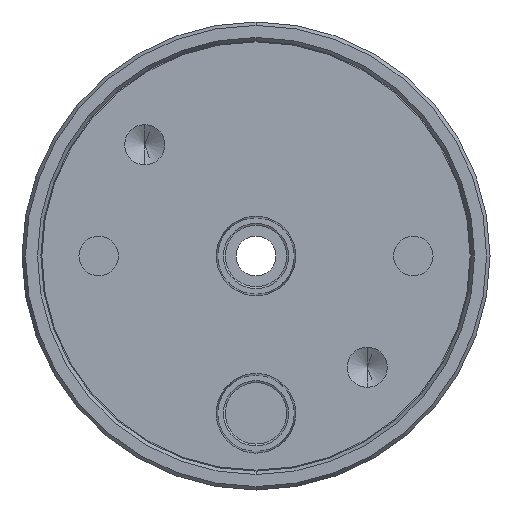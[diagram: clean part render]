
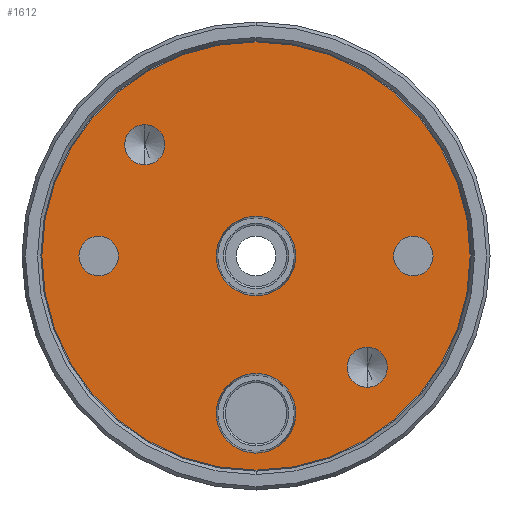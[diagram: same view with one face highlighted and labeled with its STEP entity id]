
A CAD part, front view. The second image highlights one B-rep face of the part: STEP entity #1612.
In plain terms, the highlighted planar face has unit normal (0, -1, 0).
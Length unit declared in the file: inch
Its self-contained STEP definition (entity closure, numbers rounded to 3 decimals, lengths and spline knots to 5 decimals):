
#27 = CARTESIAN_POINT ( 'NONE',  ( 0., 0., 0. ) ) ;
#49 = FACE_OUTER_BOUND ( 'NONE', #2255, .T. ) ;
#51 = EDGE_CURVE ( 'NONE', #901, #2704, #2527, .T. ) ;
#57 = ORIENTED_EDGE ( 'NONE', *, *, #481, .F. ) ;
#76 = CARTESIAN_POINT ( 'NONE',  ( 0.56569, 0., -0.46412 ) ) ;
#79 = CARTESIAN_POINT ( 'NONE',  ( -0.8, 0., 0. ) ) ;
#89 = VERTEX_POINT ( 'NONE', #1815 ) ;
#90 = DIRECTION ( 'NONE',  ( 0., -1., 0. ) ) ;
#96 = AXIS2_PLACEMENT_3D ( 'NONE', #1045, #2155, #1674 ) ;
#132 = EDGE_CURVE ( 'NONE', #387, #615, #1152, .T. ) ;
#143 = DIRECTION ( 'NONE',  ( 0., -1., 0. ) ) ;
#149 = CIRCLE ( 'NONE', #1034, 0.2025 ) ;
#152 = ORIENTED_EDGE ( 'NONE', *, *, #1644, .F. ) ;
#188 = AXIS2_PLACEMENT_3D ( 'NONE', #992, #2534, #769 ) ;
#203 = DIRECTION ( 'NONE',  ( 0., 0., 1. ) ) ;
#219 = EDGE_LOOP ( 'NONE', ( #1025, #451 ) ) ;
#251 = FACE_BOUND ( 'NONE', #1360, .T. ) ;
#281 = CIRCLE ( 'NONE', #1894, 0.2025 ) ;
#297 = CIRCLE ( 'NONE', #1046, 0.10156 ) ;
#303 = ORIENTED_EDGE ( 'NONE', *, *, #904, .F. ) ;
#319 = CARTESIAN_POINT ( 'NONE',  ( 0.8, 0., 0. ) ) ;
#334 = CARTESIAN_POINT ( 'NONE',  ( -0.56569, 0., 0.56569 ) ) ;
#339 = VERTEX_POINT ( 'NONE', #1577 ) ;
#387 = VERTEX_POINT ( 'NONE', #2295 ) ;
#398 = DIRECTION ( 'NONE',  ( 0., -1., 0. ) ) ;
#413 = DIRECTION ( 'NONE',  ( 0., 0., 1. ) ) ;
#445 = CARTESIAN_POINT ( 'NONE',  ( 0.8, 0., 0.1005 ) ) ;
#451 = ORIENTED_EDGE ( 'NONE', *, *, #2592, .F. ) ;
#462 = ORIENTED_EDGE ( 'NONE', *, *, #589, .T. ) ;
#479 = FACE_BOUND ( 'NONE', #2335, .T. ) ;
#481 = EDGE_CURVE ( 'NONE', #2704, #901, #1288, .T. ) ;
#484 = DIRECTION ( 'NONE',  ( 0., -1., 0. ) ) ;
#492 = FACE_BOUND ( 'NONE', #1260, .T. ) ;
#504 = FACE_BOUND ( 'NONE', #1621, .T. ) ;
#519 = AXIS2_PLACEMENT_3D ( 'NONE', #1018, #2734, #1625 ) ;
#550 = EDGE_CURVE ( 'NONE', #1287, #2104, #1429, .T. ) ;
#556 = CARTESIAN_POINT ( 'NONE',  ( 0., 0., -0.8 ) ) ;
#559 = DIRECTION ( 'NONE',  ( 0., -1., 0. ) ) ;
#574 = DIRECTION ( 'NONE',  ( 0., 0., 1. ) ) ;
#589 = EDGE_CURVE ( 'NONE', #89, #2367, #895, .T. ) ;
#609 = AXIS2_PLACEMENT_3D ( 'NONE', #27, #667, #1749 ) ;
#612 = VERTEX_POINT ( 'NONE', #2617 ) ;
#615 = VERTEX_POINT ( 'NONE', #2633 ) ;
#654 = ORIENTED_EDGE ( 'NONE', *, *, #1503, .F. ) ;
#667 = DIRECTION ( 'NONE',  ( 0., -1., 0. ) ) ;
#686 = VERTEX_POINT ( 'NONE', #1369 ) ;
#719 = VERTEX_POINT ( 'NONE', #986 ) ;
#723 = DIRECTION ( 'NONE',  ( 0., -1., 0. ) ) ;
#726 = CARTESIAN_POINT ( 'NONE',  ( 0.56569, 0., -0.56569 ) ) ;
#765 = CARTESIAN_POINT ( 'NONE',  ( 0., 0., 0. ) ) ;
#766 = CIRCLE ( 'NONE', #2376, 0.10156 ) ;
#769 = DIRECTION ( 'NONE',  ( 0., 0., 1. ) ) ;
#795 = AXIS2_PLACEMENT_3D ( 'NONE', #1661, #868, #413 ) ;
#800 = EDGE_CURVE ( 'NONE', #2367, #89, #1699, .T. ) ;
#868 = DIRECTION ( 'NONE',  ( 0., -1., 0. ) ) ;
#872 = CARTESIAN_POINT ( 'NONE',  ( -0.8, 0., 0. ) ) ;
#895 = CIRCLE ( 'NONE', #609, 1.089 ) ;
#897 = AXIS2_PLACEMENT_3D ( 'NONE', #872, #143, #574 ) ;
#901 = VERTEX_POINT ( 'NONE', #1848 ) ;
#904 = EDGE_CURVE ( 'NONE', #339, #686, #766, .T. ) ;
#915 = CARTESIAN_POINT ( 'NONE',  ( 0., 0., -1.0025 ) ) ;
#954 = FACE_BOUND ( 'NONE', #219, .T. ) ;
#986 = CARTESIAN_POINT ( 'NONE',  ( 0., 0., -0.5975 ) ) ;
#992 = CARTESIAN_POINT ( 'NONE',  ( 0.8, 0., 0. ) ) ;
#996 = CIRCLE ( 'NONE', #1896, 0.2025 ) ;
#1005 = ORIENTED_EDGE ( 'NONE', *, *, #51, .F. ) ;
#1018 = CARTESIAN_POINT ( 'NONE',  ( 0., 0., 0. ) ) ;
#1025 = ORIENTED_EDGE ( 'NONE', *, *, #2260, .F. ) ;
#1034 = AXIS2_PLACEMENT_3D ( 'NONE', #556, #90, #2315 ) ;
#1045 = CARTESIAN_POINT ( 'NONE',  ( 0., 0., -0.8 ) ) ;
#1046 = AXIS2_PLACEMENT_3D ( 'NONE', #334, #559, #1861 ) ;
#1133 = VERTEX_POINT ( 'NONE', #915 ) ;
#1152 = CIRCLE ( 'NONE', #2616, 0.1005 ) ;
#1218 = ORIENTED_EDGE ( 'NONE', *, *, #550, .F. ) ;
#1246 = DIRECTION ( 'NONE',  ( 0., -1., 0. ) ) ;
#1260 = EDGE_LOOP ( 'NONE', ( #1879, #1218 ) ) ;
#1287 = VERTEX_POINT ( 'NONE', #1619 ) ;
#1288 = CIRCLE ( 'NONE', #188, 0.1005 ) ;
#1311 = EDGE_CURVE ( 'NONE', #2104, #1287, #2840, .T. ) ;
#1360 = EDGE_LOOP ( 'NONE', ( #2224, #1558 ) ) ;
#1361 = FACE_BOUND ( 'NONE', #2715, .T. ) ;
#1369 = CARTESIAN_POINT ( 'NONE',  ( -0.56569, 0., 0.46412 ) ) ;
#1400 = DIRECTION ( 'NONE',  ( 0., -1., 0. ) ) ;
#1416 = DIRECTION ( 'NONE',  ( 0., -1., 0. ) ) ;
#1423 = AXIS2_PLACEMENT_3D ( 'NONE', #765, #398, #1425 ) ;
#1425 = DIRECTION ( 'NONE',  ( 0., 0., 1. ) ) ;
#1429 = CIRCLE ( 'NONE', #795, 0.10156 ) ;
#1503 = EDGE_CURVE ( 'NONE', #686, #339, #297, .T. ) ;
#1558 = ORIENTED_EDGE ( 'NONE', *, *, #132, .F. ) ;
#1576 = AXIS2_PLACEMENT_3D ( 'NONE', #726, #1400, #1852 ) ;
#1577 = CARTESIAN_POINT ( 'NONE',  ( -0.56569, 0., 0.66725 ) ) ;
#1612 = ADVANCED_FACE ( 'NONE', ( #492, #1361, #504, #251, #479, #954, #49 ), #2705, .F. ) ;
#1619 = CARTESIAN_POINT ( 'NONE',  ( 0.56569, 0., -0.66725 ) ) ;
#1621 = EDGE_LOOP ( 'NONE', ( #57, #1005 ) ) ;
#1625 = DIRECTION ( 'NONE',  ( 0., 0., -1. ) ) ;
#1644 = EDGE_CURVE ( 'NONE', #612, #2200, #996, .T. ) ;
#1659 = EDGE_CURVE ( 'NONE', #615, #387, #2689, .T. ) ;
#1661 = CARTESIAN_POINT ( 'NONE',  ( 0.56569, 0., -0.56569 ) ) ;
#1674 = DIRECTION ( 'NONE',  ( 0., 0., 1. ) ) ;
#1699 = CIRCLE ( 'NONE', #1423, 1.089 ) ;
#1747 = CIRCLE ( 'NONE', #96, 0.2025 ) ;
#1749 = DIRECTION ( 'NONE',  ( 0., 0., 1. ) ) ;
#1815 = CARTESIAN_POINT ( 'NONE',  ( 0., 0., 1.089 ) ) ;
#1848 = CARTESIAN_POINT ( 'NONE',  ( 0.8, 0., -0.1005 ) ) ;
#1852 = DIRECTION ( 'NONE',  ( 0., 0., 1. ) ) ;
#1861 = DIRECTION ( 'NONE',  ( 0., 0., 1. ) ) ;
#1879 = ORIENTED_EDGE ( 'NONE', *, *, #1311, .F. ) ;
#1894 = AXIS2_PLACEMENT_3D ( 'NONE', #2778, #1416, #2298 ) ;
#1896 = AXIS2_PLACEMENT_3D ( 'NONE', #2611, #2172, #203 ) ;
#2026 = DIRECTION ( 'NONE',  ( 0., 0., 1. ) ) ;
#2072 = AXIS2_PLACEMENT_3D ( 'NONE', #319, #1246, #2630 ) ;
#2104 = VERTEX_POINT ( 'NONE', #76 ) ;
#2155 = DIRECTION ( 'NONE',  ( 0., -1., 0. ) ) ;
#2172 = DIRECTION ( 'NONE',  ( 0., -1., 0. ) ) ;
#2200 = VERTEX_POINT ( 'NONE', #2747 ) ;
#2224 = ORIENTED_EDGE ( 'NONE', *, *, #1659, .F. ) ;
#2252 = EDGE_CURVE ( 'NONE', #2200, #612, #281, .T. ) ;
#2255 = EDGE_LOOP ( 'NONE', ( #462, #2733 ) ) ;
#2260 = EDGE_CURVE ( 'NONE', #719, #1133, #149, .T. ) ;
#2276 = DIRECTION ( 'NONE',  ( 0., 0., 1. ) ) ;
#2295 = CARTESIAN_POINT ( 'NONE',  ( -0.8, 0., -0.1005 ) ) ;
#2298 = DIRECTION ( 'NONE',  ( 0., 0., 1. ) ) ;
#2315 = DIRECTION ( 'NONE',  ( 0., 0., 1. ) ) ;
#2335 = EDGE_LOOP ( 'NONE', ( #2427, #152 ) ) ;
#2367 = VERTEX_POINT ( 'NONE', #2620 ) ;
#2376 = AXIS2_PLACEMENT_3D ( 'NONE', #2485, #723, #2026 ) ;
#2427 = ORIENTED_EDGE ( 'NONE', *, *, #2252, .F. ) ;
#2485 = CARTESIAN_POINT ( 'NONE',  ( -0.56569, 0., 0.56569 ) ) ;
#2527 = CIRCLE ( 'NONE', #2072, 0.1005 ) ;
#2534 = DIRECTION ( 'NONE',  ( 0., -1., 0. ) ) ;
#2592 = EDGE_CURVE ( 'NONE', #1133, #719, #1747, .T. ) ;
#2611 = CARTESIAN_POINT ( 'NONE',  ( 0., 0., 0. ) ) ;
#2616 = AXIS2_PLACEMENT_3D ( 'NONE', #79, #484, #2276 ) ;
#2617 = CARTESIAN_POINT ( 'NONE',  ( 0., 0., -0.2025 ) ) ;
#2620 = CARTESIAN_POINT ( 'NONE',  ( 0., 0., -1.089 ) ) ;
#2630 = DIRECTION ( 'NONE',  ( 0., 0., 1. ) ) ;
#2633 = CARTESIAN_POINT ( 'NONE',  ( -0.8, 0., 0.1005 ) ) ;
#2689 = CIRCLE ( 'NONE', #897, 0.1005 ) ;
#2704 = VERTEX_POINT ( 'NONE', #445 ) ;
#2705 = PLANE ( 'NONE',  #519 ) ;
#2715 = EDGE_LOOP ( 'NONE', ( #303, #654 ) ) ;
#2733 = ORIENTED_EDGE ( 'NONE', *, *, #800, .T. ) ;
#2734 = DIRECTION ( 'NONE',  ( 0., 1., 0. ) ) ;
#2747 = CARTESIAN_POINT ( 'NONE',  ( 0., 0., 0.2025 ) ) ;
#2778 = CARTESIAN_POINT ( 'NONE',  ( 0., 0., 0. ) ) ;
#2840 = CIRCLE ( 'NONE', #1576, 0.10156 ) ;
